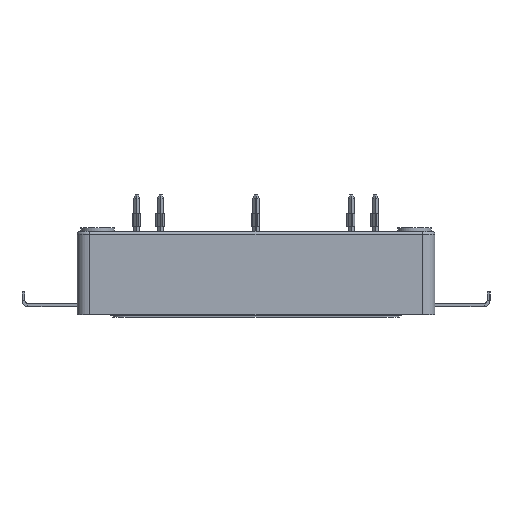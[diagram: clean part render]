
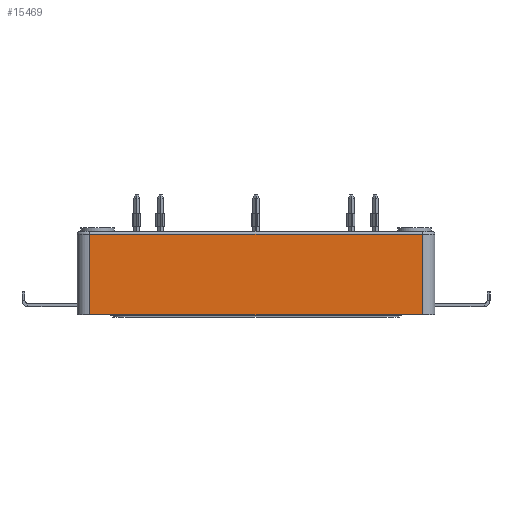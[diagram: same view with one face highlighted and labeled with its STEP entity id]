
A CAD part, left-side view. The second image highlights one B-rep face of the part: STEP entity #15469.
In plain terms, the highlighted planar face has unit normal (-1, 0, 0).
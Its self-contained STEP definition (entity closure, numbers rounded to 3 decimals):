
#3493=FACE_OUTER_BOUND('',#4914,.T.);
#4914=EDGE_LOOP('',(#13367,#13368,#13369,#13370));
#5482=LINE('',#27558,#6174);
#5529=LINE('',#27865,#6221);
#5540=LINE('',#27897,#6232);
#5541=LINE('',#27899,#6233);
#6174=VECTOR('',#22784,10.);
#6221=VECTOR('',#22997,10.);
#6232=VECTOR('',#23034,10.);
#6233=VECTOR('',#23037,10.);
#7534=VERTEX_POINT('',#27539);
#7537=VERTEX_POINT('',#27557);
#7598=VERTEX_POINT('',#27863);
#7606=VERTEX_POINT('',#27895);
#9437=EDGE_CURVE('',#7537,#7534,#5482,.T.);
#9532=EDGE_CURVE('',#7534,#7598,#5529,.T.);
#9549=EDGE_CURVE('',#7606,#7598,#5540,.T.);
#9550=EDGE_CURVE('',#7537,#7606,#5541,.T.);
#13367=ORIENTED_EDGE('',*,*,#9532,.T.);
#13368=ORIENTED_EDGE('',*,*,#9549,.F.);
#13369=ORIENTED_EDGE('',*,*,#9550,.F.);
#13370=ORIENTED_EDGE('',*,*,#9437,.T.);
#14451=PLANE('',#17950);
#15469=ADVANCED_FACE('',(#3493),#14451,.T.);
#17950=AXIS2_PLACEMENT_3D('',#27940,#23089,#23090);
#22784=DIRECTION('',(0.,0.,1.));
#22997=DIRECTION('',(0.,1.,0.));
#23034=DIRECTION('',(0.,0.,1.));
#23037=DIRECTION('',(0.,1.,0.));
#23089=DIRECTION('center_axis',(-1.,0.,0.));
#23090=DIRECTION('ref_axis',(0.,0.,1.));
#27539=CARTESIAN_POINT('',(-28.35,-22.3,10.8));
#27557=CARTESIAN_POINT('',(-28.35,-22.3,0.));
#27558=CARTESIAN_POINT('',(-28.35,-22.3,0.));
#27863=CARTESIAN_POINT('',(-28.35,22.3,10.8));
#27865=CARTESIAN_POINT('',(-28.35,-8.328,10.8));
#27895=CARTESIAN_POINT('',(-28.35,22.3,0.));
#27897=CARTESIAN_POINT('',(-28.35,22.3,0.));
#27899=CARTESIAN_POINT('',(-28.35,0.,0.));
#27940=CARTESIAN_POINT('Origin',(-28.35,0.,0.));
